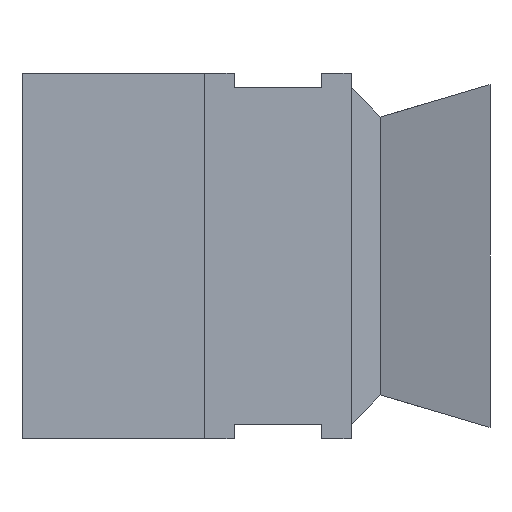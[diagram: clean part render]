
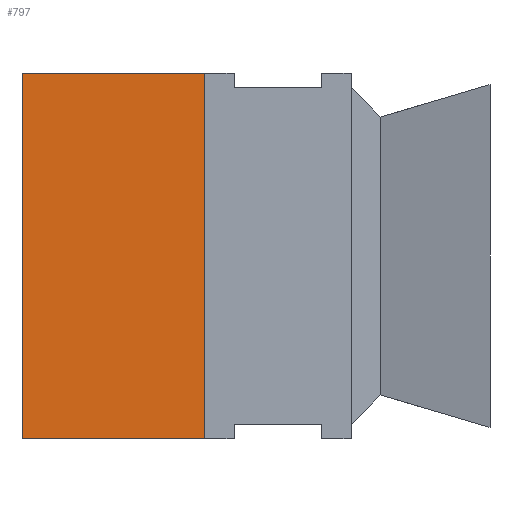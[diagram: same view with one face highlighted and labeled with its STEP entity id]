
A CAD part, left-side view. The second image highlights one B-rep face of the part: STEP entity #797.
In plain terms, the highlighted planar face has unit normal (-1, 0, 0).
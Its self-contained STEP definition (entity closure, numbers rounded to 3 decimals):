
#331 = VERTEX_POINT('',#332);
#332 = CARTESIAN_POINT('',(-40.,12.,12.5));
#385 = VERTEX_POINT('',#386);
#386 = CARTESIAN_POINT('',(-40.,12.,-12.5));
#599 = EDGE_CURVE('',#331,#385,#600,.T.);
#600 = LINE('',#601,#602);
#601 = CARTESIAN_POINT('',(-40.,12.,12.5));
#602 = VECTOR('',#603,1.);
#603 = DIRECTION('',(0.,0.,-1.));
#719 = VERTEX_POINT('',#720);
#720 = CARTESIAN_POINT('',(-40.,24.5,12.5));
#726 = EDGE_CURVE('',#331,#719,#727,.T.);
#727 = LINE('',#728,#729);
#728 = CARTESIAN_POINT('',(-40.,12.,12.5));
#729 = VECTOR('',#730,1.);
#730 = DIRECTION('',(0.,1.,0.));
#765 = EDGE_CURVE('',#385,#766,#768,.T.);
#766 = VERTEX_POINT('',#767);
#767 = CARTESIAN_POINT('',(-40.,24.5,-12.5));
#768 = LINE('',#769,#770);
#769 = CARTESIAN_POINT('',(-40.,12.,-12.5));
#770 = VECTOR('',#771,1.);
#771 = DIRECTION('',(0.,1.,0.));
#797 = ADVANCED_FACE('',(#798),#809,.T.);
#798 = FACE_BOUND('',#799,.T.);
#799 = EDGE_LOOP('',(#800,#801,#807,#808));
#800 = ORIENTED_EDGE('',*,*,#726,.T.);
#801 = ORIENTED_EDGE('',*,*,#802,.T.);
#802 = EDGE_CURVE('',#719,#766,#803,.T.);
#803 = LINE('',#804,#805);
#804 = CARTESIAN_POINT('',(-40.,24.5,12.5));
#805 = VECTOR('',#806,1.);
#806 = DIRECTION('',(0.,0.,-1.));
#807 = ORIENTED_EDGE('',*,*,#765,.F.);
#808 = ORIENTED_EDGE('',*,*,#599,.F.);
#809 = PLANE('',#810);
#810 = AXIS2_PLACEMENT_3D('',#811,#812,#813);
#811 = CARTESIAN_POINT('',(-40.,12.,12.5));
#812 = DIRECTION('',(-1.,0.,0.));
#813 = DIRECTION('',(0.,0.,-1.));
